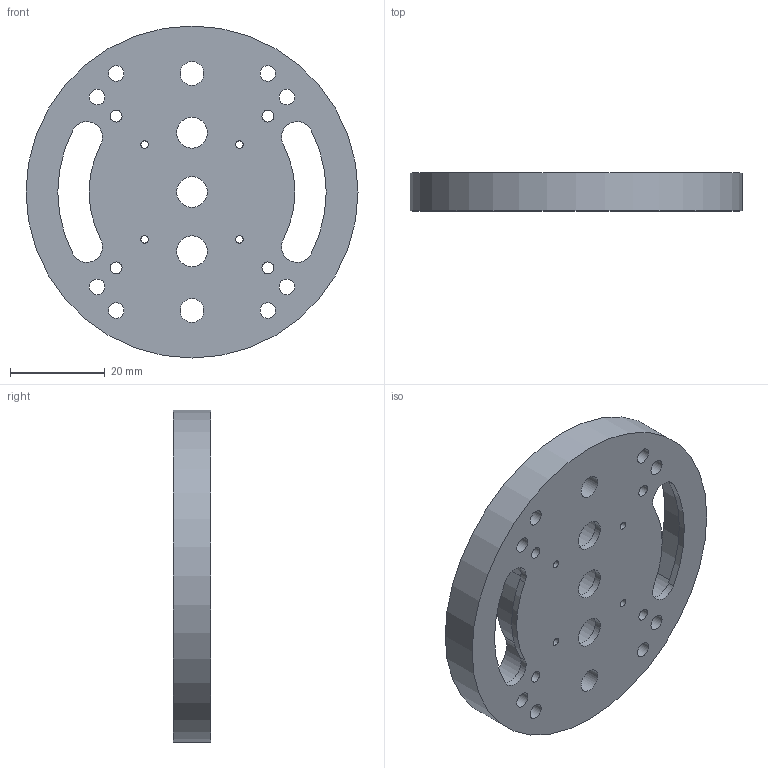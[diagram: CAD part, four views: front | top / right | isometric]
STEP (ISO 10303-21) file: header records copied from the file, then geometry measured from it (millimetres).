
FILE_DESCRIPTION (( 'STEP AP203' ), '1' );
FILE_NAME ('69-8-蛌諉啣.STEP', '2025-05-19T03:25:39', ( 'Windows User' ), ( 'P R C' ), 'SwSTEP 2.0', 'SolidWorks 2020', '' );
FILE_SCHEMA (( 'CONFIG_CONTROL_DESIGN' ));
Length unit declared in the file: millimetre
Products named in the file (1): 69-8-蛌諉啣
Bounding box: 70 x 8 x 70 mm (x, y, z)
Volume: 22441.2 mm3; surface area: 11540.4 mm2
Topology: 1 solids, 1 shells, 69 faces, 165 edges, 103 vertices
Faces by surface type: cylinder 41, cone 21, plane 7
Full cylindrical faces by diameter (mm): 1.6 x4, 2.5 x4, 3.3 x8, 5 x2, 6.5 x3, 11 x3, 70 x1
Entity records: 1973 total; most frequent: DIRECTION 362, CARTESIAN_POINT 292, ORIENTED_EDGE 238, AXIS2_PLACEMENT_3D 173, EDGE_LOOP 166, EDGE_CURVE 119, CIRCLE 103, VERTEX_POINT 103
